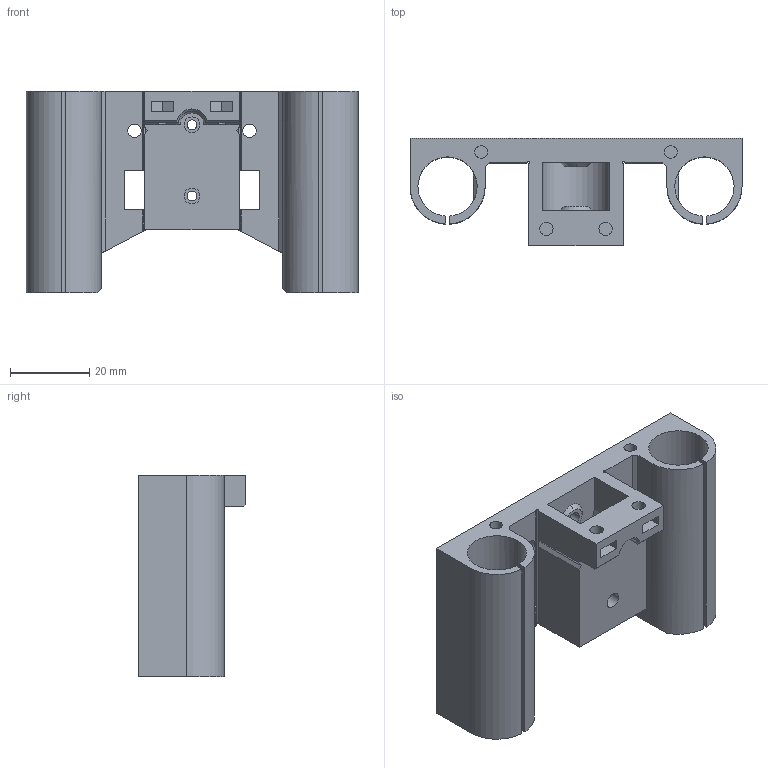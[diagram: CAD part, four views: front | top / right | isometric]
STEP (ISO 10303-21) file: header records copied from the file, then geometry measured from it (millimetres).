
FILE_DESCRIPTION (( 'STEP AP203' ), '1' );
FILE_NAME ('TR_z_axis_carriage_part_v1_0.STEP', '2018-05-17T18:47:19', ( '' ), ( '' ), 'SwSTEP 2.0', 'SolidWorks 2017', '' );
FILE_SCHEMA (( 'CONFIG_CONTROL_DESIGN' ));
Length unit declared in the file: millimetre
Products named in the file (1): TR_z_axis_carriage_part_v1_0
Bounding box: 84 x 27.25 x 51 mm (x, y, z)
Volume: 36368.5 mm3; surface area: 21710.2 mm2
Topology: 1 solids, 1 shells, 166 faces, 447 edges, 295 vertices
Faces by surface type: plane 99, cylinder 57, cone 10
Entity records: 5337 total; most frequent: CARTESIAN_POINT 999, ORIENTED_EDGE 894, DIRECTION 880, EDGE_CURVE 447, AXIS2_PLACEMENT_3D 296, VERTEX_POINT 295, VECTOR 288, LINE 288
